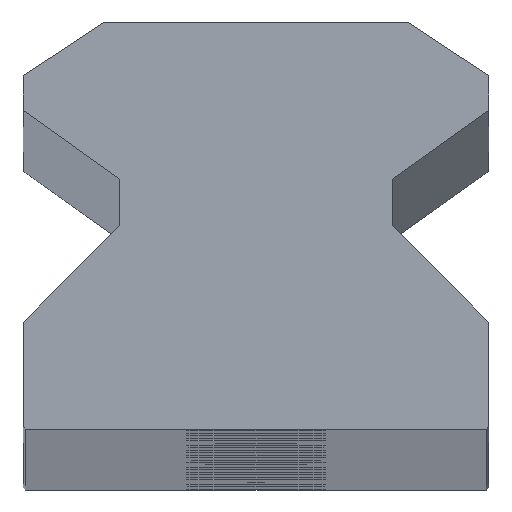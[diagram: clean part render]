
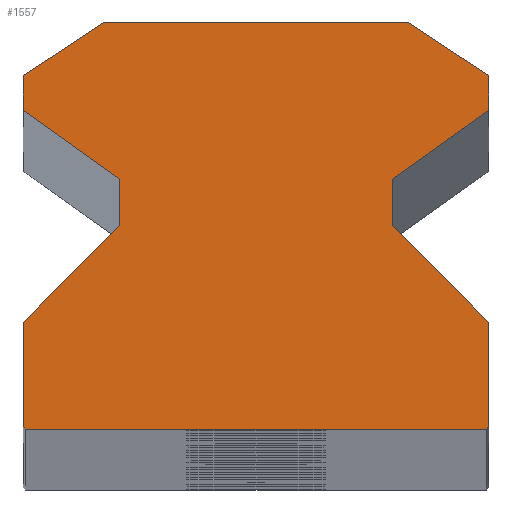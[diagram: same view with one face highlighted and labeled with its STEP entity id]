
A CAD part, top view. The second image highlights one B-rep face of the part: STEP entity #1557.
In plain terms, the highlighted planar face has unit normal (0, 0, 1).
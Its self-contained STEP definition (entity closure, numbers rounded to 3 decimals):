
#131=PLANE('',#1764);
#224=FACE_OUTER_BOUND('',#392,.T.);
#392=EDGE_LOOP('',(#1384,#1385,#1386,#1387,#1388,#1389,#1390,#1391,#1392,
#1393,#1394,#1395,#1396,#1397,#1398,#1399));
#446=LINE('',#2585,#544);
#449=LINE('',#2591,#547);
#452=LINE('',#2597,#550);
#455=LINE('',#2603,#553);
#458=LINE('',#2609,#556);
#461=LINE('',#2615,#559);
#464=LINE('',#2621,#562);
#467=LINE('',#2627,#565);
#470=LINE('',#2633,#568);
#473=LINE('',#2639,#571);
#476=LINE('',#2645,#574);
#479=LINE('',#2651,#577);
#482=LINE('',#2657,#580);
#485=LINE('',#2663,#583);
#488=LINE('',#2669,#586);
#491=LINE('',#2673,#589);
#544=VECTOR('',#2172,10.);
#547=VECTOR('',#2177,10.);
#550=VECTOR('',#2182,10.);
#553=VECTOR('',#2187,10.);
#556=VECTOR('',#2192,10.);
#559=VECTOR('',#2197,10.);
#562=VECTOR('',#2202,10.);
#565=VECTOR('',#2207,10.);
#568=VECTOR('',#2212,10.);
#571=VECTOR('',#2217,10.);
#574=VECTOR('',#2222,10.);
#577=VECTOR('',#2227,10.);
#580=VECTOR('',#2232,10.);
#583=VECTOR('',#2237,10.);
#586=VECTOR('',#2242,10.);
#589=VECTOR('',#2247,10.);
#792=VERTEX_POINT('',#2582);
#793=VERTEX_POINT('',#2584);
#795=VERTEX_POINT('',#2590);
#797=VERTEX_POINT('',#2596);
#799=VERTEX_POINT('',#2602);
#801=VERTEX_POINT('',#2608);
#803=VERTEX_POINT('',#2614);
#805=VERTEX_POINT('',#2620);
#807=VERTEX_POINT('',#2626);
#809=VERTEX_POINT('',#2632);
#811=VERTEX_POINT('',#2638);
#813=VERTEX_POINT('',#2644);
#815=VERTEX_POINT('',#2650);
#817=VERTEX_POINT('',#2656);
#819=VERTEX_POINT('',#2662);
#821=VERTEX_POINT('',#2668);
#974=EDGE_CURVE('',#793,#792,#446,.T.);
#977=EDGE_CURVE('',#795,#793,#449,.T.);
#980=EDGE_CURVE('',#797,#795,#452,.T.);
#983=EDGE_CURVE('',#799,#797,#455,.T.);
#986=EDGE_CURVE('',#801,#799,#458,.T.);
#989=EDGE_CURVE('',#803,#801,#461,.T.);
#992=EDGE_CURVE('',#805,#803,#464,.T.);
#995=EDGE_CURVE('',#807,#805,#467,.T.);
#998=EDGE_CURVE('',#809,#807,#470,.T.);
#1001=EDGE_CURVE('',#811,#809,#473,.T.);
#1004=EDGE_CURVE('',#813,#811,#476,.T.);
#1007=EDGE_CURVE('',#815,#813,#479,.T.);
#1010=EDGE_CURVE('',#817,#815,#482,.T.);
#1013=EDGE_CURVE('',#819,#817,#485,.T.);
#1016=EDGE_CURVE('',#821,#819,#488,.T.);
#1019=EDGE_CURVE('',#792,#821,#491,.T.);
#1384=ORIENTED_EDGE('',*,*,#1019,.T.);
#1385=ORIENTED_EDGE('',*,*,#1016,.T.);
#1386=ORIENTED_EDGE('',*,*,#1013,.T.);
#1387=ORIENTED_EDGE('',*,*,#1010,.T.);
#1388=ORIENTED_EDGE('',*,*,#1007,.T.);
#1389=ORIENTED_EDGE('',*,*,#1004,.T.);
#1390=ORIENTED_EDGE('',*,*,#1001,.T.);
#1391=ORIENTED_EDGE('',*,*,#998,.T.);
#1392=ORIENTED_EDGE('',*,*,#995,.T.);
#1393=ORIENTED_EDGE('',*,*,#992,.T.);
#1394=ORIENTED_EDGE('',*,*,#989,.T.);
#1395=ORIENTED_EDGE('',*,*,#986,.T.);
#1396=ORIENTED_EDGE('',*,*,#983,.T.);
#1397=ORIENTED_EDGE('',*,*,#980,.T.);
#1398=ORIENTED_EDGE('',*,*,#977,.T.);
#1399=ORIENTED_EDGE('',*,*,#974,.T.);
#1557=ADVANCED_FACE('',(#224),#131,.T.);
#1764=AXIS2_PLACEMENT_3D('',#2674,#2248,#2249);
#2172=DIRECTION('',(-0.836,-0.549,0.));
#2177=DIRECTION('',(-1.,0.,0.));
#2182=DIRECTION('',(-0.836,0.549,0.));
#2187=DIRECTION('',(0.,1.,0.));
#2192=DIRECTION('',(0.815,0.579,0.));
#2197=DIRECTION('',(0.,1.,0.));
#2202=DIRECTION('',(-0.707,0.707,0.));
#2207=DIRECTION('',(0.,1.,0.));
#2212=DIRECTION('',(0.707,0.707,0.));
#2217=DIRECTION('',(1.,0.,0.));
#2222=DIRECTION('',(0.707,-0.707,0.));
#2227=DIRECTION('',(0.,-1.,0.));
#2232=DIRECTION('',(-0.707,-0.707,0.));
#2237=DIRECTION('',(0.,-1.,0.));
#2242=DIRECTION('',(0.815,-0.579,0.));
#2247=DIRECTION('',(0.,-1.,0.));
#2248=DIRECTION('center_axis',(0.,0.,1.));
#2249=DIRECTION('ref_axis',(1.,0.,0.));
#2582=CARTESIAN_POINT('',(-10.,6.45,1500.));
#2584=CARTESIAN_POINT('',(-6.5,8.75,1500.));
#2585=CARTESIAN_POINT('',(-10.,6.45,1500.));
#2590=CARTESIAN_POINT('',(6.5,8.75,1500.));
#2591=CARTESIAN_POINT('',(-6.5,8.75,1500.));
#2596=CARTESIAN_POINT('',(10.,6.45,1500.));
#2597=CARTESIAN_POINT('',(10.,6.45,1500.));
#2602=CARTESIAN_POINT('',(10.,4.95,1500.));
#2603=CARTESIAN_POINT('',(10.,6.45,1500.));
#2608=CARTESIAN_POINT('',(5.85,2.,1500.));
#2609=CARTESIAN_POINT('',(10.,4.95,1500.));
#2614=CARTESIAN_POINT('',(5.85,0.,1500.));
#2615=CARTESIAN_POINT('',(5.85,0.,1500.));
#2620=CARTESIAN_POINT('',(10.,-4.15,1500.));
#2621=CARTESIAN_POINT('',(10.,-4.15,1500.));
#2626=CARTESIAN_POINT('',(10.,-8.65,1500.));
#2627=CARTESIAN_POINT('',(10.,-8.75,1500.));
#2632=CARTESIAN_POINT('',(9.9,-8.75,1500.));
#2633=CARTESIAN_POINT('',(9.9,-8.75,1500.));
#2638=CARTESIAN_POINT('',(-9.9,-8.75,1500.));
#2639=CARTESIAN_POINT('',(10.,-8.75,1500.));
#2644=CARTESIAN_POINT('',(-10.,-8.65,1500.));
#2645=CARTESIAN_POINT('',(-9.9,-8.75,1500.));
#2650=CARTESIAN_POINT('',(-10.,-4.15,1500.));
#2651=CARTESIAN_POINT('',(-10.,-8.75,1500.));
#2656=CARTESIAN_POINT('',(-5.85,0.,1500.));
#2657=CARTESIAN_POINT('',(-10.,-4.15,1500.));
#2662=CARTESIAN_POINT('',(-5.85,2.,1500.));
#2663=CARTESIAN_POINT('',(-5.85,0.,1500.));
#2668=CARTESIAN_POINT('',(-10.,4.95,1500.));
#2669=CARTESIAN_POINT('',(-10.,4.95,1500.));
#2673=CARTESIAN_POINT('',(-10.,6.45,1500.));
#2674=CARTESIAN_POINT('Origin',(0.,0.,1500.));
